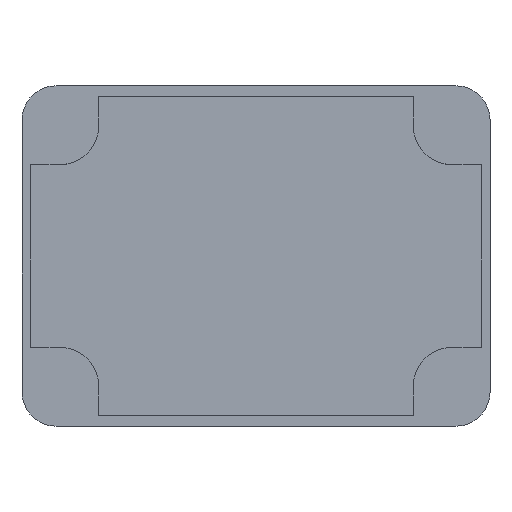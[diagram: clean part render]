
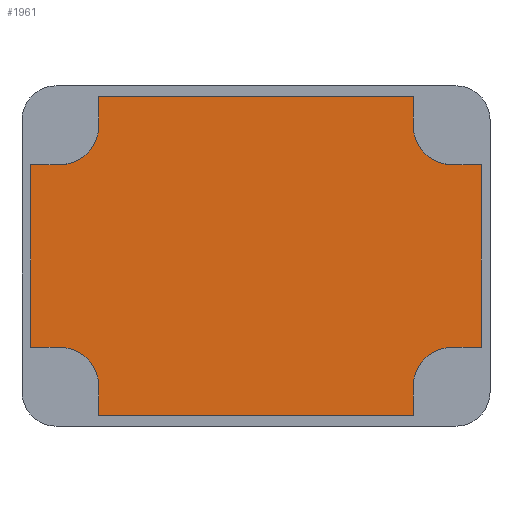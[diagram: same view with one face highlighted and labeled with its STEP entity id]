
A CAD part, top view. The second image highlights one B-rep face of the part: STEP entity #1961.
In plain terms, the highlighted planar face has unit normal (0, 0, 1).
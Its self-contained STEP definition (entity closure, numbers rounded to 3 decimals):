
#60=CIRCLE('',#2070,9.);
#62=CIRCLE('',#2076,9.);
#83=CIRCLE('',#2114,9.);
#84=CIRCLE('',#2115,9.);
#159=FACE_OUTER_BOUND('',#275,.T.);
#275=EDGE_LOOP('',(#1497,#1498,#1499,#1500,#1501,#1502,#1503,#1504,#1505,
#1506,#1507,#1508,#1509,#1510,#1511,#1512));
#421=LINE('',#2919,#649);
#426=LINE('',#2932,#654);
#429=LINE('',#2938,#657);
#432=LINE('',#2944,#660);
#436=LINE('',#2956,#664);
#454=LINE('',#3037,#682);
#455=LINE('',#3039,#683);
#456=LINE('',#3043,#684);
#457=LINE('',#3045,#685);
#458=LINE('',#3047,#686);
#459=LINE('',#3051,#687);
#460=LINE('',#3052,#688);
#649=VECTOR('',#2339,1000.);
#654=VECTOR('',#2352,1000.);
#657=VECTOR('',#2357,1000.);
#660=VECTOR('',#2362,1000.);
#664=VECTOR('',#2374,1000.);
#682=VECTOR('',#2464,1000.);
#683=VECTOR('',#2465,1000.);
#684=VECTOR('',#2468,1000.);
#685=VECTOR('',#2469,1000.);
#686=VECTOR('',#2470,1000.);
#687=VECTOR('',#2473,1000.);
#688=VECTOR('',#2474,1000.);
#855=VERTEX_POINT('',#2916);
#856=VERTEX_POINT('',#2918);
#858=VERTEX_POINT('',#2924);
#860=VERTEX_POINT('',#2930);
#862=VERTEX_POINT('',#2936);
#864=VERTEX_POINT('',#2942);
#866=VERTEX_POINT('',#2948);
#868=VERTEX_POINT('',#2954);
#895=VERTEX_POINT('',#3036);
#896=VERTEX_POINT('',#3038);
#897=VERTEX_POINT('',#3040);
#898=VERTEX_POINT('',#3042);
#899=VERTEX_POINT('',#3044);
#900=VERTEX_POINT('',#3046);
#901=VERTEX_POINT('',#3048);
#902=VERTEX_POINT('',#3050);
#1063=EDGE_CURVE('',#856,#855,#421,.T.);
#1067=EDGE_CURVE('',#855,#858,#60,.T.);
#1070=EDGE_CURVE('',#858,#860,#426,.T.);
#1073=EDGE_CURVE('',#860,#862,#429,.T.);
#1076=EDGE_CURVE('',#862,#864,#432,.T.);
#1079=EDGE_CURVE('',#864,#866,#62,.T.);
#1082=EDGE_CURVE('',#866,#868,#436,.T.);
#1120=EDGE_CURVE('',#868,#895,#454,.T.);
#1121=EDGE_CURVE('',#895,#896,#455,.T.);
#1122=EDGE_CURVE('',#896,#897,#83,.T.);
#1123=EDGE_CURVE('',#897,#898,#456,.T.);
#1124=EDGE_CURVE('',#898,#899,#457,.T.);
#1125=EDGE_CURVE('',#899,#900,#458,.T.);
#1126=EDGE_CURVE('',#900,#901,#84,.T.);
#1127=EDGE_CURVE('',#901,#902,#459,.T.);
#1128=EDGE_CURVE('',#902,#856,#460,.T.);
#1497=ORIENTED_EDGE('',*,*,#1120,.T.);
#1498=ORIENTED_EDGE('',*,*,#1121,.T.);
#1499=ORIENTED_EDGE('',*,*,#1122,.T.);
#1500=ORIENTED_EDGE('',*,*,#1123,.T.);
#1501=ORIENTED_EDGE('',*,*,#1124,.T.);
#1502=ORIENTED_EDGE('',*,*,#1125,.T.);
#1503=ORIENTED_EDGE('',*,*,#1126,.T.);
#1504=ORIENTED_EDGE('',*,*,#1127,.T.);
#1505=ORIENTED_EDGE('',*,*,#1128,.T.);
#1506=ORIENTED_EDGE('',*,*,#1063,.T.);
#1507=ORIENTED_EDGE('',*,*,#1067,.T.);
#1508=ORIENTED_EDGE('',*,*,#1070,.T.);
#1509=ORIENTED_EDGE('',*,*,#1073,.T.);
#1510=ORIENTED_EDGE('',*,*,#1076,.T.);
#1511=ORIENTED_EDGE('',*,*,#1079,.T.);
#1512=ORIENTED_EDGE('',*,*,#1082,.T.);
#1864=PLANE('',#2113);
#1961=ADVANCED_FACE('',(#159),#1864,.T.);
#2070=AXIS2_PLACEMENT_3D('',#2926,#2346,#2347);
#2076=AXIS2_PLACEMENT_3D('',#2950,#2368,#2369);
#2113=AXIS2_PLACEMENT_3D('',#3035,#2462,#2463);
#2114=AXIS2_PLACEMENT_3D('',#3041,#2466,#2467);
#2115=AXIS2_PLACEMENT_3D('',#3049,#2471,#2472);
#2339=DIRECTION('',(0.,-1.,0.));
#2346=DIRECTION('center_axis',(0.,0.,
-1.));
#2347=DIRECTION('ref_axis',(-1.,0.,0.));
#2352=DIRECTION('',(-1.,0.,0.));
#2357=DIRECTION('',(0.,-1.,0.));
#2362=DIRECTION('',(1.,0.,0.));
#2368=DIRECTION('center_axis',(0.,0.,
-1.));
#2369=DIRECTION('ref_axis',(1.,0.,0.));
#2374=DIRECTION('',(0.,-1.,0.));
#2462=DIRECTION('center_axis',(0.,0.,
1.));
#2463=DIRECTION('ref_axis',(1.,0.,0.));
#2464=DIRECTION('',(1.,0.,0.));
#2465=DIRECTION('',(0.,1.,0.));
#2466=DIRECTION('center_axis',(0.,0.,
-1.));
#2467=DIRECTION('ref_axis',(-1.,0.,0.));
#2468=DIRECTION('',(1.,0.,0.));
#2469=DIRECTION('',(0.,1.,0.));
#2470=DIRECTION('',(-1.,0.,0.));
#2471=DIRECTION('center_axis',(0.,0.,
-1.));
#2472=DIRECTION('ref_axis',(1.,0.,0.));
#2473=DIRECTION('',(0.,1.,0.));
#2474=DIRECTION('',(-1.,0.,0.));
#2916=CARTESIAN_POINT('',(-37.,30.5,6.5));
#2918=CARTESIAN_POINT('',(-37.,37.5,6.5));
#2919=CARTESIAN_POINT('',(-37.,37.5,6.5));
#2924=CARTESIAN_POINT('',(-46.,21.5,6.5));
#2926=CARTESIAN_POINT('Origin',(-46.,30.5,6.5));
#2930=CARTESIAN_POINT('',(-53.,21.5,6.5));
#2932=CARTESIAN_POINT('',(-46.,21.5,6.5));
#2936=CARTESIAN_POINT('',(-53.,-21.5,6.5));
#2938=CARTESIAN_POINT('',(-53.,21.5,6.5));
#2942=CARTESIAN_POINT('',(-46.,-21.5,6.5));
#2944=CARTESIAN_POINT('',(-46.,-21.5,6.5));
#2948=CARTESIAN_POINT('',(-37.,-30.5,6.5));
#2950=CARTESIAN_POINT('Origin',(-46.,-30.5,6.5));
#2954=CARTESIAN_POINT('',(-37.,-37.5,6.5));
#2956=CARTESIAN_POINT('',(-37.,-37.5,6.5));
#3035=CARTESIAN_POINT('Origin',(46.,30.5,6.5));
#3036=CARTESIAN_POINT('',(37.,-37.5,6.5));
#3037=CARTESIAN_POINT('',(-57.,-37.5,6.5));
#3038=CARTESIAN_POINT('',(37.,-30.5,6.5));
#3039=CARTESIAN_POINT('',(37.,-37.5,6.5));
#3040=CARTESIAN_POINT('',(46.,-21.5,6.5));
#3041=CARTESIAN_POINT('Origin',(46.,-30.5,6.5));
#3042=CARTESIAN_POINT('',(53.,-21.5,6.5));
#3043=CARTESIAN_POINT('',(46.,-21.5,6.5));
#3044=CARTESIAN_POINT('',(53.,21.5,6.5));
#3045=CARTESIAN_POINT('',(53.,21.5,6.5));
#3046=CARTESIAN_POINT('',(46.,21.5,6.5));
#3047=CARTESIAN_POINT('',(46.,21.5,6.5));
#3048=CARTESIAN_POINT('',(37.,30.5,6.5));
#3049=CARTESIAN_POINT('Origin',(46.,30.5,6.5));
#3050=CARTESIAN_POINT('',(37.,37.5,6.5));
#3051=CARTESIAN_POINT('',(37.,37.5,6.5));
#3052=CARTESIAN_POINT('',(-57.,37.5,6.5));
